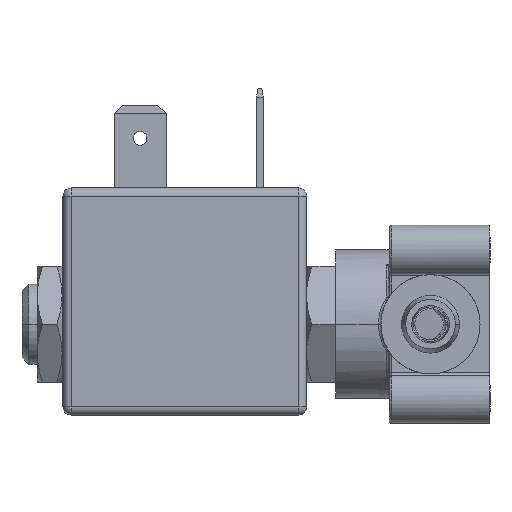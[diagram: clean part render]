
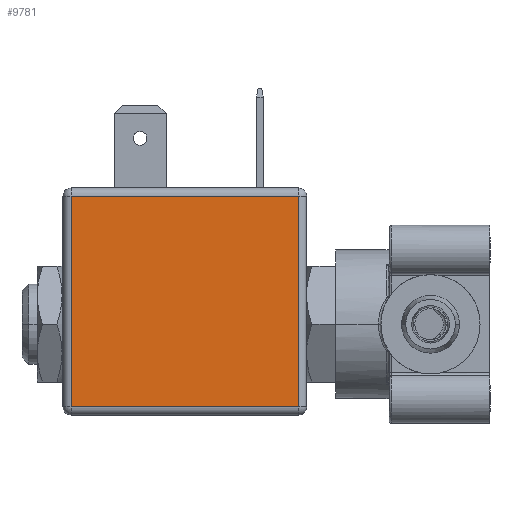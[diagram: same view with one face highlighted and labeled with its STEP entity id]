
A CAD part, left-side view. The second image highlights one B-rep face of the part: STEP entity #9781.
In plain terms, the highlighted planar face has unit normal (-1, 0, 0).
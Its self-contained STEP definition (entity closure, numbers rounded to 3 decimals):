
#1871=DIRECTION('',(0.,0.,1.));
#1872=VECTOR('',#1871,25.5);
#1873=CARTESIAN_POINT('',(-11.,23.2,-10.));
#1874=LINE('',#1873,#1872);
#1985=DIRECTION('',(0.,0.,-1.));
#1986=VECTOR('',#1985,25.5);
#1987=CARTESIAN_POINT('',(-11.,50.7,15.5));
#1988=LINE('',#1987,#1986);
#2008=DIRECTION('',(0.,1.,0.));
#2009=VECTOR('',#2008,27.5);
#2010=CARTESIAN_POINT('',(-11.,23.2,15.5));
#2011=LINE('',#2010,#2009);
#2016=DIRECTION('',(0.,-1.,0.));
#2017=VECTOR('',#2016,27.5);
#2018=CARTESIAN_POINT('',(-11.,50.7,-10.));
#2019=LINE('',#2018,#2017);
#5942=CARTESIAN_POINT('',(-11.,50.7,-10.));
#5943=VERTEX_POINT('',#5942);
#5944=CARTESIAN_POINT('',(-11.,50.7,15.5));
#5945=VERTEX_POINT('',#5944);
#5946=CARTESIAN_POINT('',(-11.,23.2,15.5));
#5947=VERTEX_POINT('',#5946);
#5950=CARTESIAN_POINT('',(-11.,23.2,-10.));
#5951=VERTEX_POINT('',#5950);
#9769=CARTESIAN_POINT('',(-11.,36.95,2.75));
#9770=DIRECTION('',(1.,0.,0.));
#9771=DIRECTION('',(0.,0.,-1.));
#9772=AXIS2_PLACEMENT_3D('',#9769,#9770,#9771);
#9773=PLANE('',#9772);
#9774=ORIENTED_EDGE('',*,*,#9753,.F.);
#9775=ORIENTED_EDGE('',*,*,#9461,.F.);
#9777=ORIENTED_EDGE('',*,*,#9776,.F.);
#9778=ORIENTED_EDGE('',*,*,#9714,.F.);
#9779=EDGE_LOOP('',(#9774,#9775,#9777,#9778));
#9780=FACE_OUTER_BOUND('',#9779,.F.);
#9781=ADVANCED_FACE('',(#9780),#9773,.F.);
#9461=EDGE_CURVE('',#5951,#5947,#1874,.T.);
#9714=EDGE_CURVE('',#5945,#5943,#1988,.T.);
#9753=EDGE_CURVE('',#5947,#5945,#2011,.T.);
#9776=EDGE_CURVE('',#5943,#5951,#2019,.T.);
